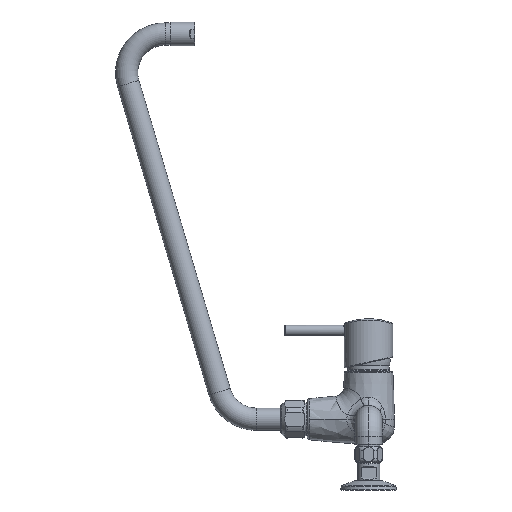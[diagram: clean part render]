
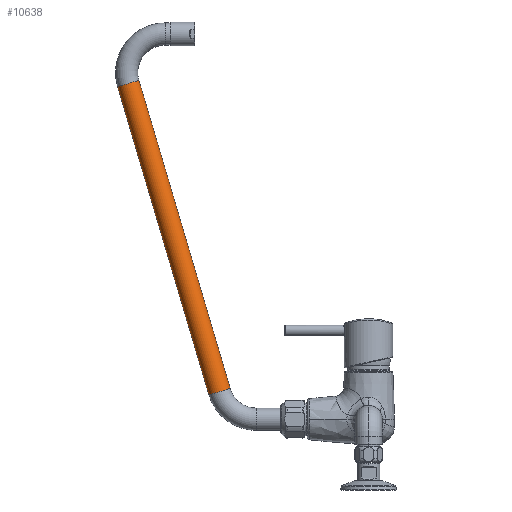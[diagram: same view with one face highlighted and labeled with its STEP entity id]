
A CAD part, left-side view. The second image highlights one B-rep face of the part: STEP entity #10638.
In plain terms, the highlighted cylindrical face has radius 13 mm (diameter 26 mm), a partial arc.
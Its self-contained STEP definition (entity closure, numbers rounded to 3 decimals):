
#3957=CARTESIAN_POINT('',(0.,226.147,32.219));
#3958=DIRECTION('',(0.,0.284,0.959));
#3959=DIRECTION('',(0.,0.959,-0.284));
#3960=AXIS2_PLACEMENT_3D('',#3957,#3958,#3959);
#3962=DIRECTION('',(0.,0.284,0.959));
#3963=VECTOR('',#3962,375.5);
#3964=CARTESIAN_POINT('',(0.,238.612,28.527));
#3965=LINE('',#3964,#3963);
#3971=DIRECTION('',(0.,0.284,0.959));
#3972=VECTOR('',#3971,375.5);
#3973=CARTESIAN_POINT('',(0.,213.682,35.912));
#3974=LINE('',#3973,#3972);
#3985=CARTESIAN_POINT('',(0.,332.795,392.256));
#3986=DIRECTION('',(0.,0.284,0.959));
#3987=DIRECTION('',(0.,0.959,-0.284));
#3988=AXIS2_PLACEMENT_3D('',#3985,#3986,#3987);
#4578=CARTESIAN_POINT('',(0.,238.612,28.527));
#4579=CARTESIAN_POINT('',(0.,213.682,35.912));
#4580=VERTEX_POINT('',#4578);
#4581=VERTEX_POINT('',#4579);
#4582=CARTESIAN_POINT('',(0.,345.259,388.564));
#4583=CARTESIAN_POINT('',(0.,320.33,395.948));
#4584=VERTEX_POINT('',#4582);
#4585=VERTEX_POINT('',#4583);
#10624=CARTESIAN_POINT('',(0.,226.147,32.219));
#10625=DIRECTION('',(0.,0.284,0.959));
#10626=DIRECTION('',(0.,0.959,-0.284));
#10627=AXIS2_PLACEMENT_3D('',#10624,#10625,#10626);
#10628=CYLINDRICAL_SURFACE('',#10627,13.);
#10629=ORIENTED_EDGE('',*,*,#10606,.F.);
#10631=ORIENTED_EDGE('',*,*,#10630,.T.);
#10633=ORIENTED_EDGE('',*,*,#10632,.T.);
#10635=ORIENTED_EDGE('',*,*,#10634,.F.);
#10636=EDGE_LOOP('',(#10629,#10631,#10633,#10635));
#10637=FACE_OUTER_BOUND('',#10636,.F.);
#3961=CIRCLE('',#3960,13.);
#3989=CIRCLE('',#3988,13.);
#10606=EDGE_CURVE('',#4580,#4581,#3961,.T.);
#10630=EDGE_CURVE('',#4580,#4584,#3965,.T.);
#10632=EDGE_CURVE('',#4584,#4585,#3989,.T.);
#10634=EDGE_CURVE('',#4581,#4585,#3974,.T.);
#10638=ADVANCED_FACE('',(#10637),#10628,.T.);
